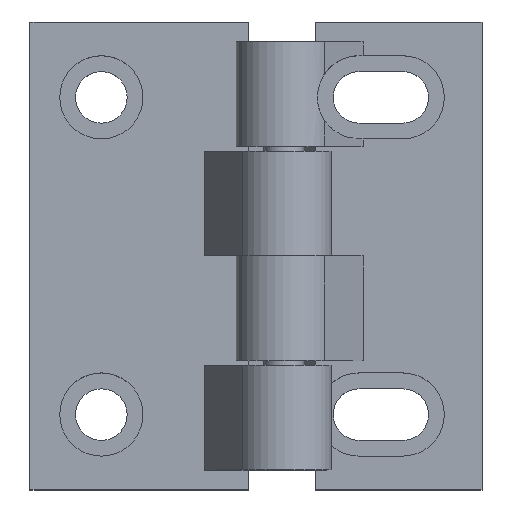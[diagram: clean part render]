
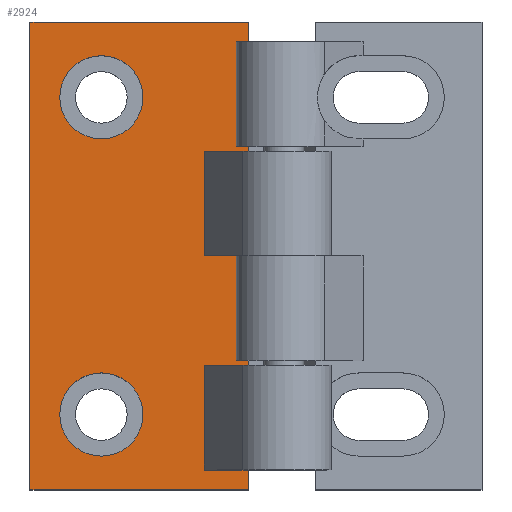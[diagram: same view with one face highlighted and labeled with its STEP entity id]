
A CAD part, top view. The second image highlights one B-rep face of the part: STEP entity #2924.
In plain terms, the highlighted planar face has unit normal (0, 0, 1).
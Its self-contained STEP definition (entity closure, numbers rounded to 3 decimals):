
#49=FACE_BOUND($,#508,.T.);
#50=FACE_BOUND($,#509,.T.);
#154=PLANE($,#3170);
#317=FACE_OUTER_BOUND($,#507,.T.);
#507=EDGE_LOOP($,(#2386,#2387,#2388,#2389,#2390,#2391,#2392,#2393,#2394,
#2395,#2396,#2397,#2398));
#508=EDGE_LOOP($,(#2399));
#509=EDGE_LOOP($,(#2400));
#708=LINE($,#4536,#976);
#721=LINE($,#4563,#989);
#723=LINE($,#4567,#991);
#727=LINE($,#4576,#995);
#729=LINE($,#4581,#997);
#732=LINE($,#4588,#1000);
#733=LINE($,#4591,#1001);
#737=LINE($,#4602,#1005);
#738=LINE($,#4605,#1006);
#741=LINE($,#4612,#1009);
#744=LINE($,#4617,#1012);
#747=LINE($,#4623,#1015);
#749=LINE($,#4626,#1017);
#976=VECTOR($,#3712,2.58);
#989=VECTOR($,#3731,13.72);
#991=VECTOR($,#3735,5.495);
#995=VECTOR($,#3743,27.5);
#997=VECTOR($,#3747,13.8);
#1000=VECTOR($,#3754,5.495);
#1001=VECTOR($,#3757,5.495);
#1005=VECTOR($,#3771,13.2);
#1006=VECTOR($,#3774,13.2);
#1009=VECTOR($,#3779,2.5);
#1012=VECTOR($,#3784,5.495);
#1015=VECTOR($,#3789,59.);
#1017=VECTOR($,#3793,27.5);
#1176=CIRCLE($,#3134,5.25);
#1180=CIRCLE($,#3141,5.25);
#1348=VERTEX_POINT($,#4502);
#1352=VERTEX_POINT($,#4513);
#1359=VERTEX_POINT($,#4530);
#1361=VERTEX_POINT($,#4534);
#1372=VERTEX_POINT($,#4562);
#1373=VERTEX_POINT($,#4566);
#1376=VERTEX_POINT($,#4574);
#1377=VERTEX_POINT($,#4578);
#1378=VERTEX_POINT($,#4580);
#1380=VERTEX_POINT($,#4586);
#1381=VERTEX_POINT($,#4590);
#1384=VERTEX_POINT($,#4604);
#1385=VERTEX_POINT($,#4608);
#1387=VERTEX_POINT($,#4611);
#1390=VERTEX_POINT($,#4621);
#1696=EDGE_CURVE($,#1348,#1348,#1176,.T.);
#1700=EDGE_CURVE($,#1352,#1352,#1180,.T.);
#1709=EDGE_CURVE($,#1359,#1361,#708,.T.);
#1722=EDGE_CURVE($,#1372,#1359,#721,.T.);
#1724=EDGE_CURVE($,#1373,#1372,#723,.T.);
#1729=EDGE_CURVE($,#1376,#1361,#727,.T.);
#1731=EDGE_CURVE($,#1378,#1377,#729,.T.);
#1735=EDGE_CURVE($,#1380,#1377,#732,.T.);
#1736=EDGE_CURVE($,#1381,#1378,#733,.T.);
#1742=EDGE_CURVE($,#1373,#1380,#737,.T.);
#1743=EDGE_CURVE($,#1381,#1384,#738,.T.);
#1746=EDGE_CURVE($,#1387,#1385,#741,.T.);
#1749=EDGE_CURVE($,#1384,#1385,#744,.T.);
#1752=EDGE_CURVE($,#1376,#1390,#747,.T.);
#1754=EDGE_CURVE($,#1387,#1390,#749,.T.);
#2386=ORIENTED_EDGE($,*,*,#1754,.F.);
#2387=ORIENTED_EDGE($,*,*,#1746,.T.);
#2388=ORIENTED_EDGE($,*,*,#1749,.F.);
#2389=ORIENTED_EDGE($,*,*,#1743,.F.);
#2390=ORIENTED_EDGE($,*,*,#1736,.T.);
#2391=ORIENTED_EDGE($,*,*,#1731,.T.);
#2392=ORIENTED_EDGE($,*,*,#1735,.F.);
#2393=ORIENTED_EDGE($,*,*,#1742,.F.);
#2394=ORIENTED_EDGE($,*,*,#1724,.T.);
#2395=ORIENTED_EDGE($,*,*,#1722,.T.);
#2396=ORIENTED_EDGE($,*,*,#1709,.T.);
#2397=ORIENTED_EDGE($,*,*,#1729,.F.);
#2398=ORIENTED_EDGE($,*,*,#1752,.T.);
#2399=ORIENTED_EDGE($,*,*,#1696,.T.);
#2400=ORIENTED_EDGE($,*,*,#1700,.T.);
#2924=ADVANCED_FACE($,(#317,#49,#50),#154,.T.);
#3134=AXIS2_PLACEMENT_3D($,#4503,#3675,#3676);
#3141=AXIS2_PLACEMENT_3D($,#4514,#3689,#3690);
#3170=AXIS2_PLACEMENT_3D($,#4625,#3791,#3792);
#3675=DIRECTION('center_axis',(0.,0.,-1.));
#3676=DIRECTION('ref_axis',(-1.,0.,0.));
#3689=DIRECTION('center_axis',(0.,0.,-1.));
#3690=DIRECTION('ref_axis',(-1.,0.,0.));
#3712=DIRECTION($,(0.,1.,0.));
#3731=DIRECTION($,(0.,1.,0.));
#3735=DIRECTION($,(1.,0.,0.));
#3743=DIRECTION($,(1.,0.,0.));
#3747=DIRECTION($,(0.,1.,0.));
#3754=DIRECTION($,(1.,0.,0.));
#3757=DIRECTION($,(1.,0.,0.));
#3771=DIRECTION($,(0.,-1.,0.));
#3774=DIRECTION($,(0.,-1.,0.));
#3779=DIRECTION($,(0.,1.,0.));
#3784=DIRECTION($,(1.,0.,0.));
#3789=DIRECTION($,(0.,-1.,0.));
#3791=DIRECTION('center_axis',(0.,0.,1.));
#3792=DIRECTION('ref_axis',(0.,-1.,0.));
#3793=DIRECTION($,(-1.,0.,0.));
#4502=CARTESIAN_POINT('',(-43.25,-9.5,10.));
#4503=CARTESIAN_POINT('Origin',(-38.,-9.5,10.));
#4513=CARTESIAN_POINT('',(-43.25,-49.5,10.));
#4514=CARTESIAN_POINT('Origin',(-38.,-49.5,10.));
#4530=CARTESIAN_POINT('',(-19.5,-2.58,10.));
#4534=CARTESIAN_POINT('',(-19.5,0.,10.));
#4536=CARTESIAN_POINT($,(-19.5,-2.58,10.));
#4562=CARTESIAN_POINT('',(-19.5,-16.3,10.));
#4563=CARTESIAN_POINT($,(-19.5,-16.3,10.));
#4566=CARTESIAN_POINT('',(-24.995,-16.3,10.));
#4567=CARTESIAN_POINT($,(-24.995,-16.3,10.));
#4574=CARTESIAN_POINT('',(-47.,0.,10.));
#4576=CARTESIAN_POINT($,(-47.,0.,10.));
#4578=CARTESIAN_POINT('',(-19.5,-29.5,10.));
#4580=CARTESIAN_POINT('',(-19.5,-43.3,10.));
#4581=CARTESIAN_POINT($,(-19.5,-43.3,10.));
#4586=CARTESIAN_POINT('',(-24.995,-29.5,10.));
#4588=CARTESIAN_POINT($,(-24.995,-29.5,10.));
#4590=CARTESIAN_POINT('',(-24.995,-43.3,10.));
#4591=CARTESIAN_POINT($,(-24.995,-43.3,10.));
#4602=CARTESIAN_POINT($,(-24.995,-16.3,10.));
#4604=CARTESIAN_POINT('',(-24.995,-56.5,10.));
#4605=CARTESIAN_POINT($,(-24.995,-43.3,10.));
#4608=CARTESIAN_POINT('',(-19.5,-56.5,10.));
#4611=CARTESIAN_POINT('',(-19.5,-59.,10.));
#4612=CARTESIAN_POINT($,(-19.5,-59.,10.));
#4617=CARTESIAN_POINT($,(-24.995,-56.5,10.));
#4621=CARTESIAN_POINT('',(-47.,-59.,10.));
#4623=CARTESIAN_POINT($,(-47.,0.,10.));
#4625=CARTESIAN_POINT('Origin',(-47.,0.,10.));
#4626=CARTESIAN_POINT($,(-19.5,-59.,10.));
